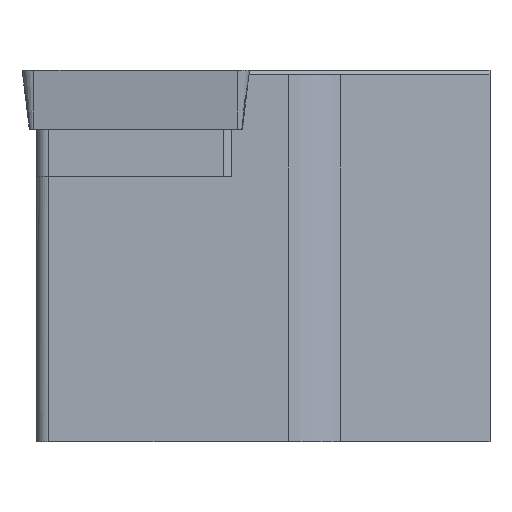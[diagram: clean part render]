
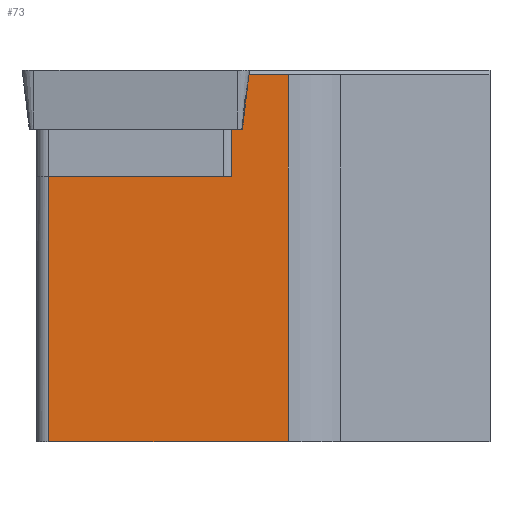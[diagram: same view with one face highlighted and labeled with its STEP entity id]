
A CAD part, left-side view. The second image highlights one B-rep face of the part: STEP entity #73.
In plain terms, the highlighted planar face has unit normal (-1, 0, 0).
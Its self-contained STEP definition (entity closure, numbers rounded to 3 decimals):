
#50=PLANE('',#598);
#73=ADVANCED_FACE('',(#107),#50,.F.);
#107=FACE_OUTER_BOUND('',#137,.T.);
#137=EDGE_LOOP('',(#309,#310,#311,#312,#313,#314,#315,#316));
#167=LINE('',#809,#227);
#169=LINE('',#816,#229);
#181=LINE('',#841,#241);
#182=LINE('',#843,#242);
#183=LINE('',#845,#243);
#184=LINE('',#846,#244);
#185=LINE('',#848,#245);
#186=LINE('',#850,#246);
#227=VECTOR('',#649,1.);
#229=VECTOR('',#655,1.);
#241=VECTOR('',#673,1.);
#242=VECTOR('',#674,1.);
#243=VECTOR('',#675,1.);
#244=VECTOR('',#676,1.);
#245=VECTOR('',#677,1.);
#246=VECTOR('',#678,1.);
#309=ORIENTED_EDGE('',*,*,#515,.F.);
#310=ORIENTED_EDGE('',*,*,#499,.T.);
#311=ORIENTED_EDGE('',*,*,#516,.F.);
#312=ORIENTED_EDGE('',*,*,#517,.F.);
#313=ORIENTED_EDGE('',*,*,#502,.F.);
#314=ORIENTED_EDGE('',*,*,#518,.F.);
#315=ORIENTED_EDGE('',*,*,#519,.F.);
#316=ORIENTED_EDGE('',*,*,#520,.T.);
#442=VERTEX_POINT('',#798);
#447=VERTEX_POINT('',#808);
#450=VERTEX_POINT('',#815);
#451=VERTEX_POINT('',#817);
#461=VERTEX_POINT('',#842);
#462=VERTEX_POINT('',#844);
#463=VERTEX_POINT('',#847);
#464=VERTEX_POINT('',#849);
#499=EDGE_CURVE('',#442,#447,#167,.T.);
#502=EDGE_CURVE('',#450,#451,#169,.T.);
#515=EDGE_CURVE('',#442,#461,#181,.T.);
#516=EDGE_CURVE('',#462,#447,#182,.T.);
#517=EDGE_CURVE('',#451,#462,#183,.T.);
#518=EDGE_CURVE('',#463,#450,#184,.T.);
#519=EDGE_CURVE('',#464,#463,#185,.T.);
#520=EDGE_CURVE('',#464,#461,#186,.T.);
#598=AXIS2_PLACEMENT_3D('',#851,#679,#680);
#649=DIRECTION('',(0.,0.,-1.));
#655=DIRECTION('',(0.,-1.,0.));
#673=DIRECTION('',(0.,-1.,0.));
#674=DIRECTION('',(0.,1.,0.));
#675=DIRECTION('',(0.,0.,-1.));
#676=DIRECTION('',(0.,-0.14,0.99));
#677=DIRECTION('',(0.,-1.,0.));
#678=DIRECTION('',(0.,0.,-1.));
#679=DIRECTION('',(1.,0.,0.));
#680=DIRECTION('',(0.,-1.,0.));
#798=CARTESIAN_POINT('',(1.262,29.704,-7.15));
#808=CARTESIAN_POINT('',(1.262,29.704,-25.));
#809=CARTESIAN_POINT('',(1.262,29.704,-30.));
#815=CARTESIAN_POINT('',(1.262,16.364,-0.3));
#816=CARTESIAN_POINT('',(1.262,29.704,-0.3));
#817=CARTESIAN_POINT('',(1.262,13.575,-0.3));
#841=CARTESIAN_POINT('',(1.262,29.704,-7.15));
#842=CARTESIAN_POINT('',(1.262,17.423,-7.15));
#843=CARTESIAN_POINT('',(1.262,29.704,-25.));
#844=CARTESIAN_POINT('',(1.262,13.575,-25.));
#845=CARTESIAN_POINT('',(1.262,13.575,-30.));
#846=CARTESIAN_POINT('',(1.262,20.754,-31.269));
#847=CARTESIAN_POINT('',(1.262,16.884,-3.97));
#848=CARTESIAN_POINT('',(1.262,29.704,-3.97));
#849=CARTESIAN_POINT('',(1.262,17.423,-3.97));
#850=CARTESIAN_POINT('',(1.262,17.423,-7.15));
#851=CARTESIAN_POINT('',(1.262,29.704,-30.));
